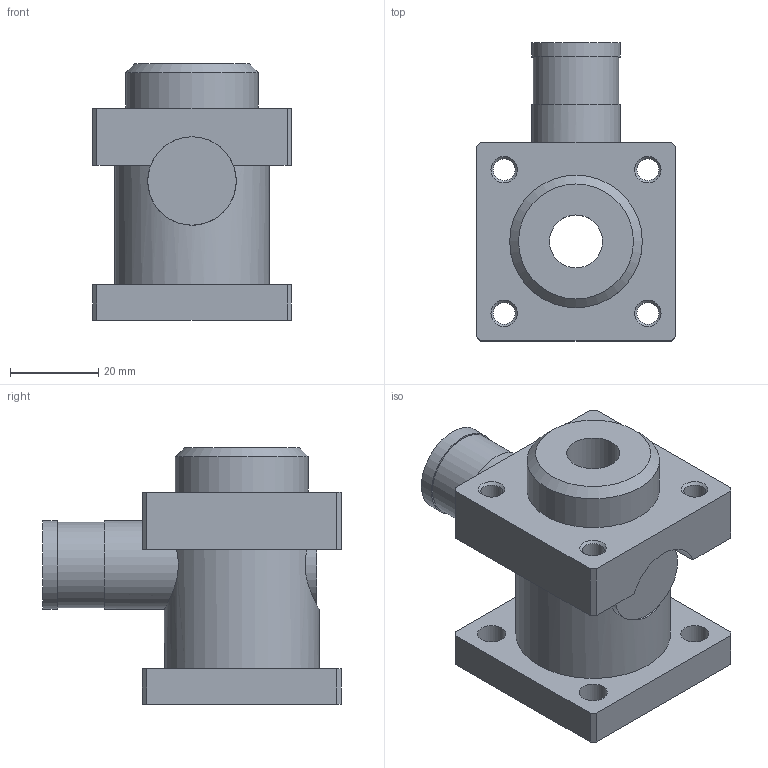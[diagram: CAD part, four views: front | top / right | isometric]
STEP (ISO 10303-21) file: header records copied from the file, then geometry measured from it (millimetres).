
FILE_DESCRIPTION((''),'2;1');
FILE_NAME('MSL-F12-32.stp','2012-10-05T13:07:07',('hartung_david'),(''),'Autodesk Inventor 2012','Autodesk Inventor 2012','');
FILE_SCHEMA(('AUTOMOTIVE_DESIGN { 1 0 10303 214 1 1 1 1 }'));
Length unit declared in the file: centimetre
Products named in the file (1): MSL-F12-32
Bounding box: 45 x 67.5 x 58 mm (x, y, z)
Volume: 61461.6 mm3; surface area: 23567.5 mm2
Topology: 2 solids, 2 shells, 58 faces, 152 edges, 100 vertices
Faces by surface type: plane 28, cylinder 20, cone 10
Full cylindrical faces by diameter (mm): 4.134 x1, 4.917 x4, 6.4 x4, 12 x1, 12.5 x1, 15 x2, 19.306 x1, 20 x2, 20.01 x1, 30 x2, 35 x1
Entity records: 1871 total; most frequent: CARTESIAN_POINT 489, DIRECTION 264, ORIENTED_EDGE 232, EDGE_CURVE 116, EDGE_LOOP 116, AXIS2_PLACEMENT_3D 105, VERTEX_POINT 96, FACE_OUTER_BOUND 58
